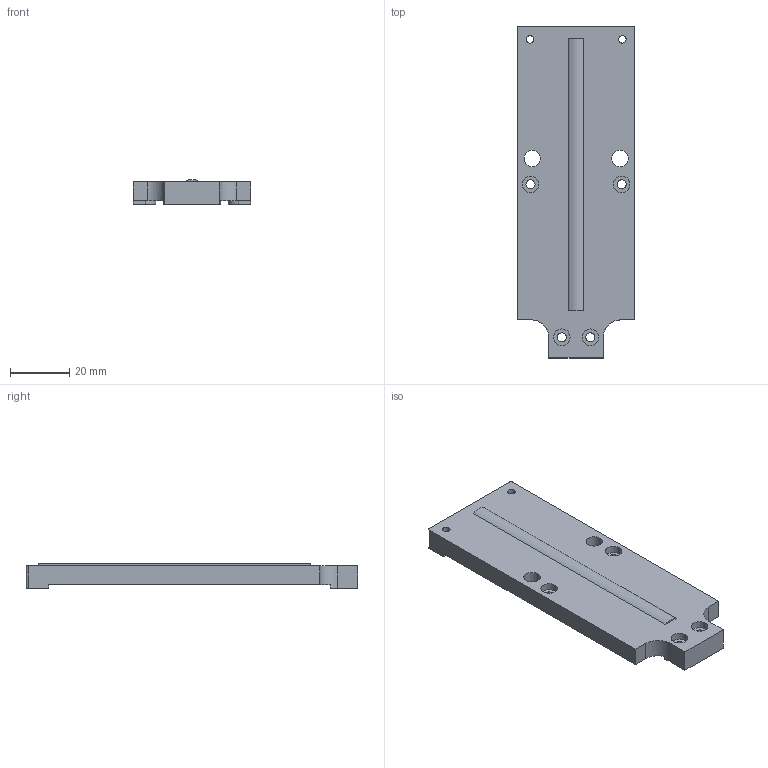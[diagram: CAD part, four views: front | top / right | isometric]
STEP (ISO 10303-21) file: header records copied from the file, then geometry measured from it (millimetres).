
FILE_DESCRIPTION((''),'2;1');
FILE_NAME('215002_ASM','2019-11-04T09:14:52',('pdmadmin'),('BANNER ENGINEERING'),'CREO PARAMETRIC BY PTC INC, 2018300','CREO PARAMETRIC BY PTC INC, 2018300','');
FILE_SCHEMA(('CONFIG_CONTROL_DESIGN'));
Length unit declared in the file: inch
Products named in the file (2): 15434; 215002_ASM
Assembly tree (1 placements, depth 2):
  215002_ASM
    15434
Bounding box: 39.7 x 111.89 x 8.34 mm (x, y, z)
Volume: 26385.1 mm3; surface area: 10943.7 mm2
Topology: 1 solids, 1 shells, 55 faces, 144 edges, 96 vertices
Faces by surface type: cylinder 31, plane 24
Entity records: 1823 total; most frequent: DIRECTION 324, CARTESIAN_POINT 298, ORIENTED_EDGE 288, EDGE_CURVE 144, AXIS2_PLACEMENT_3D 122, VERTEX_POINT 96, VECTOR 80, LINE 80
